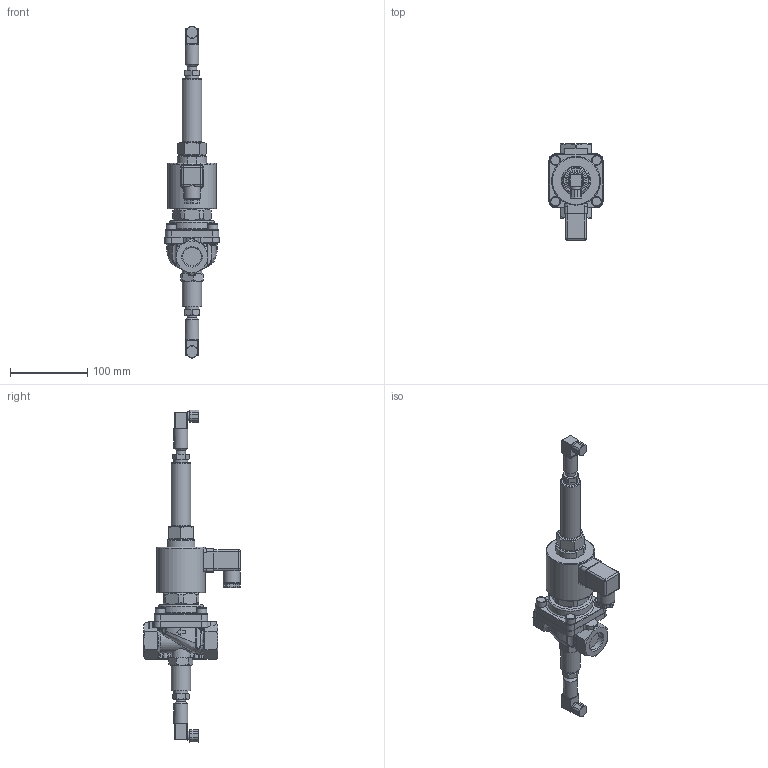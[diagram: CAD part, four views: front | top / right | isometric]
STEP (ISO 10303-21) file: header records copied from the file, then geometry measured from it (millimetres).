
FILE_DESCRIPTION(/* description */ ('3D-Modell'),/* implementation_level */ '2;1');
FILE_NAME(/* name */ '035.000223_A3524-1004-.322-EJ.stp',/* time_stamp */ '2021-01-20T14:44:26+01:00',/* author */ ('LBirkmann'),/* organization */ (''),/* preprocessor_version */ 'ST-DEVELOPER v16.1',/* originating_system */ 'Autodesk Inventor 2016',/* authorisation */ '');
FILE_SCHEMA (('AUTOMOTIVE_DESIGN { 1 0 10303 214 3 1 1 }'));
Length unit declared in the file: millimetre
Products named in the file (1): 88-004993
Bounding box: 70 x 124.7 x 429.77 mm (x, y, z)
Volume: 639526.1 mm3; surface area: 79276.1 mm2
Topology: 1 solids, 1 shells, 585 faces, 1450 edges, 889 vertices
Faces by surface type: plane 229, cylinder 196, cone 83, torus 41, bspline 24, sphere 12
Full cylindrical faces by diameter (mm): 8 x4, 12 x4, 13 x4, 17 x1, 18 x4, 22 x1, 24.117 x2, 25 x1, 25.6 x1, 28 x1, 58 x1, 63 x1
Entity records: 18388 total; most frequent: CARTESIAN_POINT 5360, ORIENTED_EDGE 2738, DIRECTION 2682, EDGE_CURVE 1369, AXIS2_PLACEMENT_3D 1065, VERTEX_POINT 873, EDGE_LOOP 672, FACE_OUTER_BOUND 585
